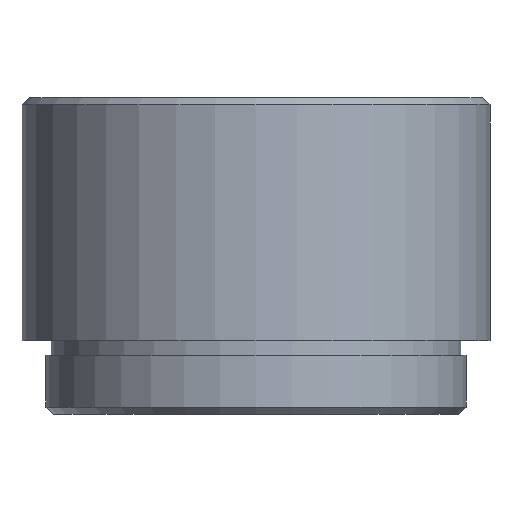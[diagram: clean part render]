
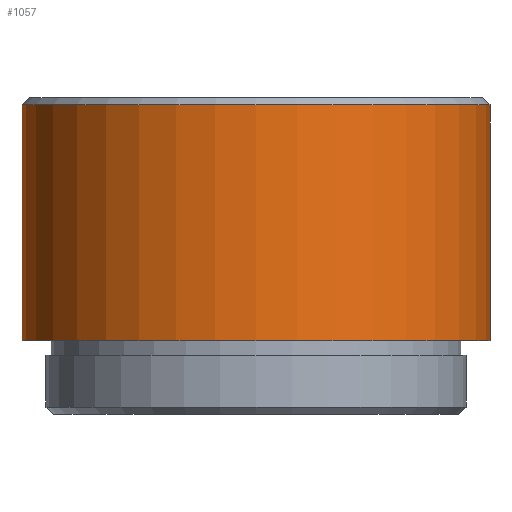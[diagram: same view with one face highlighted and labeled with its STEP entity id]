
A CAD part, front view. The second image highlights one B-rep face of the part: STEP entity #1057.
In plain terms, the highlighted cylindrical face has radius 15.878 mm (diameter 31.756 mm), a partial arc.
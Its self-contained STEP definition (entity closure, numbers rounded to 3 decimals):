
#28 = CIRCLE ( 'NONE', #1682, 15.878 ) ;
#93 = CYLINDRICAL_SURFACE ( 'NONE', #372, 15.878 ) ;
#117 = LINE ( 'NONE', #647, #1072 ) ;
#158 = EDGE_LOOP ( 'NONE', ( #1031, #810, #1673, #256 ) ) ;
#184 = CARTESIAN_POINT ( 'NONE',  ( -15.878, 0., 21. ) ) ;
#230 = VERTEX_POINT ( 'NONE', #1215 ) ;
#256 = ORIENTED_EDGE ( 'NONE', *, *, #298, .F. ) ;
#282 = DIRECTION ( 'NONE',  ( 1., 0., 0. ) ) ;
#298 = EDGE_CURVE ( 'NONE', #893, #1319, #605, .T. ) ;
#307 = CARTESIAN_POINT ( 'NONE',  ( 15.878, 0., 21.5 ) ) ;
#372 = AXIS2_PLACEMENT_3D ( 'NONE', #1663, #1543, #1149 ) ;
#464 = VERTEX_POINT ( 'NONE', #184 ) ;
#534 = EDGE_CURVE ( 'NONE', #230, #893, #553, .T. ) ;
#553 = LINE ( 'NONE', #307, #1617 ) ;
#605 = CIRCLE ( 'NONE', #1562, 15.878 ) ;
#647 = CARTESIAN_POINT ( 'NONE',  ( -15.878, 0., 21.5 ) ) ;
#709 = CARTESIAN_POINT ( 'NONE',  ( -15.878, 0., 5. ) ) ;
#711 = CARTESIAN_POINT ( 'NONE',  ( 15.878, 0., 5. ) ) ;
#776 = CARTESIAN_POINT ( 'NONE',  ( 0., 0., 5. ) ) ;
#810 = ORIENTED_EDGE ( 'NONE', *, *, #1674, .T. ) ;
#893 = VERTEX_POINT ( 'NONE', #711 ) ;
#924 = CARTESIAN_POINT ( 'NONE',  ( 0., 0., 21. ) ) ;
#1031 = ORIENTED_EDGE ( 'NONE', *, *, #534, .F. ) ;
#1039 = DIRECTION ( 'NONE',  ( -1., 0., 0. ) ) ;
#1057 = ADVANCED_FACE ( 'NONE', ( #1131 ), #93, .T. ) ;
#1072 = VECTOR ( 'NONE', #1558, 1000. ) ;
#1098 = DIRECTION ( 'NONE',  ( 0., 0., -1. ) ) ;
#1131 = FACE_OUTER_BOUND ( 'NONE', #158, .T. ) ;
#1149 = DIRECTION ( 'NONE',  ( -1., 0., 0. ) ) ;
#1215 = CARTESIAN_POINT ( 'NONE',  ( 15.878, 0., 21. ) ) ;
#1265 = EDGE_CURVE ( 'NONE', #464, #1319, #117, .T. ) ;
#1319 = VERTEX_POINT ( 'NONE', #709 ) ;
#1457 = DIRECTION ( 'NONE',  ( 0., 0., -1. ) ) ;
#1543 = DIRECTION ( 'NONE',  ( 0., 0., -1. ) ) ;
#1558 = DIRECTION ( 'NONE',  ( 0., 0., -1. ) ) ;
#1562 = AXIS2_PLACEMENT_3D ( 'NONE', #776, #1563, #1039 ) ;
#1563 = DIRECTION ( 'NONE',  ( 0., 0., -1. ) ) ;
#1617 = VECTOR ( 'NONE', #1098, 1000. ) ;
#1663 = CARTESIAN_POINT ( 'NONE',  ( 0., 0., 21.5 ) ) ;
#1673 = ORIENTED_EDGE ( 'NONE', *, *, #1265, .T. ) ;
#1674 = EDGE_CURVE ( 'NONE', #230, #464, #28, .T. ) ;
#1682 = AXIS2_PLACEMENT_3D ( 'NONE', #924, #1457, #282 ) ;
